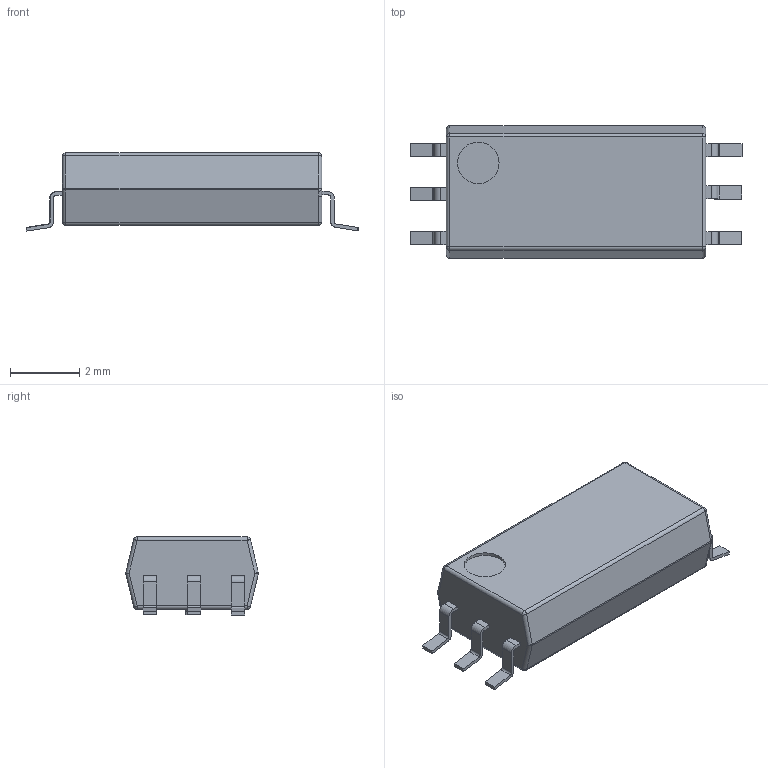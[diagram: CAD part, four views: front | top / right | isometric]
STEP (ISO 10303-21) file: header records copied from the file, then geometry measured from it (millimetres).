
FILE_DESCRIPTION(('FreeCAD Model'),'2;1');
FILE_NAME('Pad002_sp.step','2017-06-04T16:39:21',('kicad StepUp'),('ksu MCAD'), 'Open CASCADE STEP processor 7.1','FreeCAD','Unknown');
FILE_SCHEMA(('AUTOMOTIVE_DESIGN { 1 0 10303 214 1 1 1 1 }'));
Length unit declared in the file: millimetre
Products named in the file (1): Pad002_sp
Bounding box: 9.6 x 3.84 x 2.26 mm (x, y, z)
Volume: 56.8 mm3; surface area: 107.1 mm2
Topology: 1 solids, 1 shells, 117 faces, 302 edges, 186 vertices
Faces by surface type: plane 63, cylinder 42, sphere 8, bspline 4
Full cylindrical faces by diameter (mm): 1.2 x1
Entity records: 4559 total; most frequent: CARTESIAN_POINT 909, DIRECTION 588, ORIENTED_EDGE 588, EDGE_CURVE 294, LINE 204, VECTOR 204, AXIS2_PLACEMENT_3D 192, VERTEX_POINT 186
